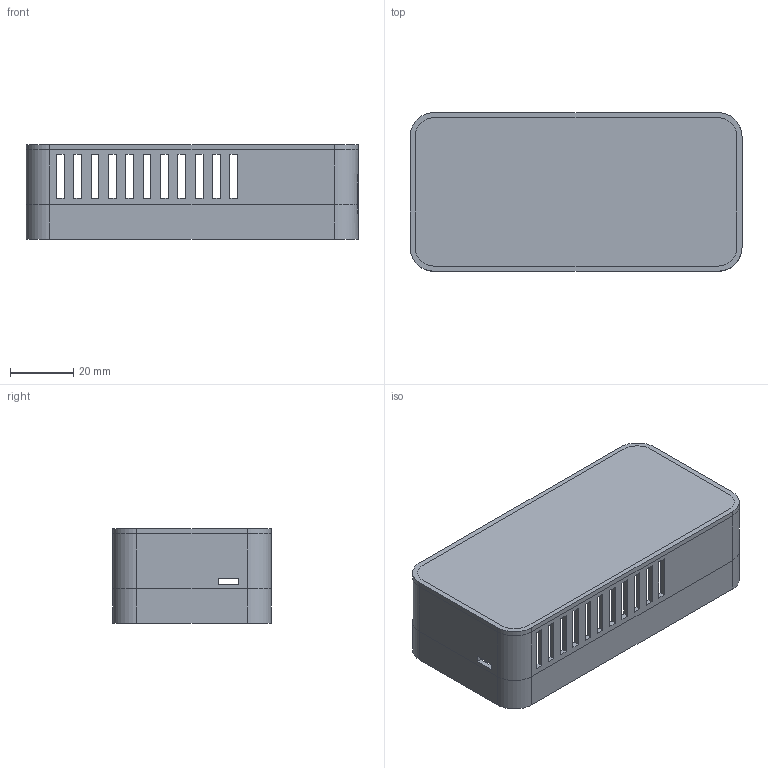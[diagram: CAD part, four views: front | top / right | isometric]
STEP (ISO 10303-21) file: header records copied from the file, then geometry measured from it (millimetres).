
FILE_DESCRIPTION(/* description */ (''),/* implementation_level */ '2;1');
FILE_NAME(/* name */ 'BitPiRat_GEN2_enclosure_part1.step',/* time_stamp */ '2021-12-03T23:44:16+01:00',/* author */ (''),/* organization */ (''),/* preprocessor_version */ 'ST-DEVELOPER v18.1',/* originating_system */ 'Autodesk Translation Framework v10.10.0.1391',/* authorisation */ '');
FILE_SCHEMA (('AUTOMOTIVE_DESIGN { 1 0 10303 214 3 1 1 }'));
Length unit declared in the file: millimetre
Products named in the file (1): BitPiRat_GEN2_enclosure (v15~recovered)
Bounding box: 105.2 x 50.2 x 30 mm (x, y, z)
Volume: 22716.3 mm3; surface area: 33009.9 mm2
Topology: 23 solids, 23 shells, 270 faces, 678 edges, 452 vertices
Faces by surface type: plane 232, cylinder 38
Full cylindrical faces by diameter (mm): 2.2 x4, 4 x1, 5 x1, 6 x1, 10 x1
Entity records: 8126 total; most frequent: CARTESIAN_POINT 1443, ORIENTED_EDGE 1356, DIRECTION 1292, EDGE_CURVE 678, LINE 594, VECTOR 594, VERTEX_POINT 452, AXIS2_PLACEMENT_3D 349
